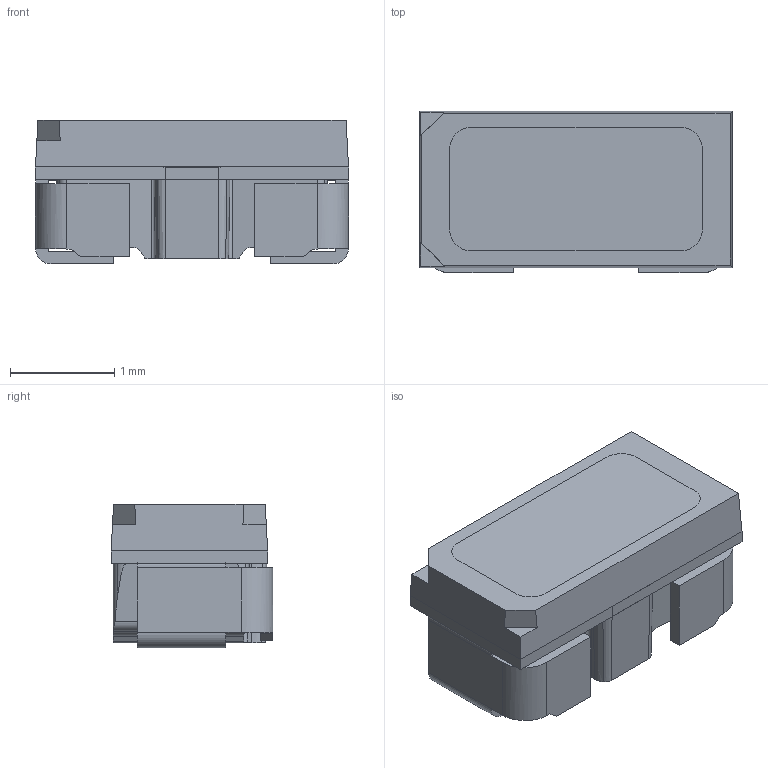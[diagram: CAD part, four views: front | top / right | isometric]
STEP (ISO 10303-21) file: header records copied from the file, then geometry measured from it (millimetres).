
FILE_DESCRIPTION(/* description */ ('Unknown'),/* implementation_level */ '2;1');
FILE_NAME(/* name */ '155301YSxxx',/* time_stamp */ '2021-11-10T14:42:41+01:00',/* author */ ('Unknown'),/* organization */ ('Unknown'),/* preprocessor_version */ 'ST-DEVELOPER v16.7',/* originating_system */ 'Solid Edge',/* authorisation */ 'Unknown');
FILE_SCHEMA (('AUTOMOTIVE_DESIGN {1 0 10303 214 3 1 1}'));
Length unit declared in the file: millimetre
Products named in the file (5): 155301YSxxx; cover; housing; Glue; Pin
Assembly tree (4 placements, depth 2):
  155301YSxxx
    cover
    housing
    Glue
    Pin
Bounding box: 3 x 1.55 x 1.38 mm (x, y, z)
Volume: 5.4 mm3; surface area: 50 mm2
Topology: 4 solids, 4 shells, 180 faces, 447 edges, 284 vertices
Faces by surface type: plane 103, cylinder 53, bspline 20, cone 4
Full cylindrical faces by diameter (mm): 0.05 x2, 0.1 x2, 0.8 x1
Entity records: 6306 total; most frequent: CARTESIAN_POINT 1421, ORIENTED_EDGE 880, DIRECTION 842, EDGE_CURVE 440, LINE 288, VECTOR 288, VERTEX_POINT 284, AXIS2_PLACEMENT_3D 277
